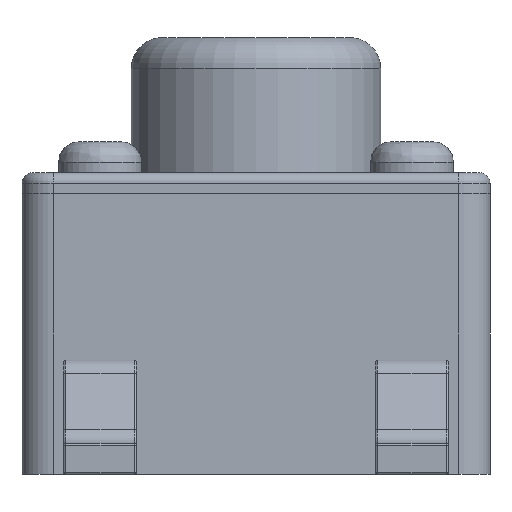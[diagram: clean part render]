
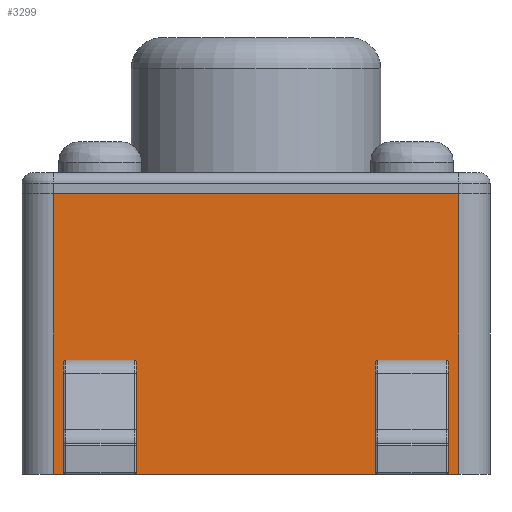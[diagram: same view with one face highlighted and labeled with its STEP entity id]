
A CAD part, left-side view. The second image highlights one B-rep face of the part: STEP entity #3299.
In plain terms, the highlighted planar face has unit normal (-1, 0, 0).
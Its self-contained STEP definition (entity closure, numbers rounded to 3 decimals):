
#71=PLANE('',#3563);
#143=LINE('',#5319,#377);
#144=LINE('',#5322,#378);
#145=LINE('',#5324,#379);
#146=LINE('',#5325,#380);
#377=VECTOR('',#4091,10.);
#378=VECTOR('',#4094,10.);
#379=VECTOR('',#4095,10.);
#380=VECTOR('',#4096,10.);
#710=FACE_OUTER_BOUND('',#939,.T.);
#939=EDGE_LOOP('',(#2273,#2274,#2275,#2276));
#1456=VERTEX_POINT('',#5312);
#1459=VERTEX_POINT('',#5317);
#1460=VERTEX_POINT('',#5321);
#1461=VERTEX_POINT('',#5323);
#1759=EDGE_CURVE('',#1459,#1456,#143,.T.);
#1760=EDGE_CURVE('',#1460,#1459,#144,.T.);
#1761=EDGE_CURVE('',#1461,#1460,#145,.T.);
#1762=EDGE_CURVE('',#1456,#1461,#146,.T.);
#2273=ORIENTED_EDGE('',*,*,#1759,.F.);
#2274=ORIENTED_EDGE('',*,*,#1760,.F.);
#2275=ORIENTED_EDGE('',*,*,#1761,.F.);
#2276=ORIENTED_EDGE('',*,*,#1762,.F.);
#3299=ADVANCED_FACE('',(#710),#71,.T.);
#3563=AXIS2_PLACEMENT_3D('',#5320,#4092,#4093);
#4091=DIRECTION('',(0.,0.,1.));
#4092=DIRECTION('center_axis',(-1.,0.,0.));
#4093=DIRECTION('ref_axis',(0.,-1.,0.));
#4094=DIRECTION('',(0.,1.,0.));
#4095=DIRECTION('',(0.,0.,-1.));
#4096=DIRECTION('',(0.,-1.,0.));
#5312=CARTESIAN_POINT('',(-2.25,1.95,2.7));
#5317=CARTESIAN_POINT('',(-2.25,1.95,0.));
#5319=CARTESIAN_POINT('',(-2.25,1.95,0.));
#5320=CARTESIAN_POINT('Origin',(-2.25,2.25,0.));
#5321=CARTESIAN_POINT('',(-2.25,-1.95,0.));
#5322=CARTESIAN_POINT('',(-2.25,-2.25,0.));
#5323=CARTESIAN_POINT('',(-2.25,-1.95,2.7));
#5324=CARTESIAN_POINT('',(-2.25,-1.95,0.));
#5325=CARTESIAN_POINT('',(-2.25,-2.25,2.7));
